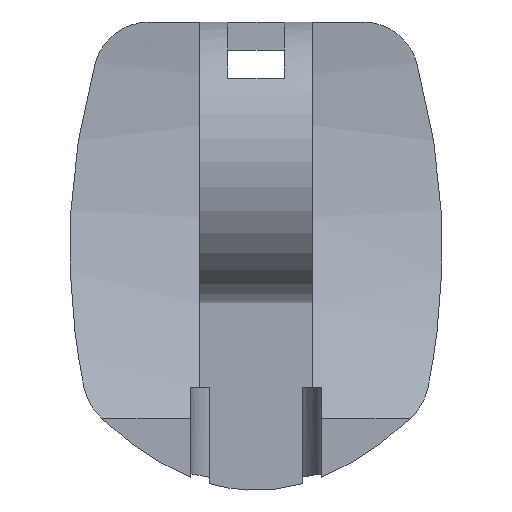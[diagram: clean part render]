
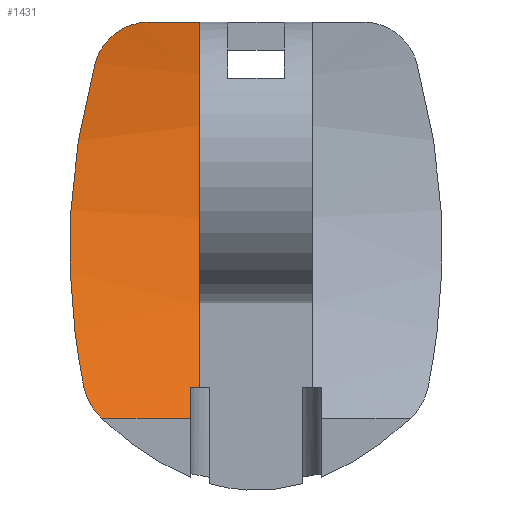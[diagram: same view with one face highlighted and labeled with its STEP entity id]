
A CAD part, front view. The second image highlights one B-rep face of the part: STEP entity #1431.
In plain terms, the highlighted free-form (B-spline) face has degree [2, 1] with [3, 2] control points.
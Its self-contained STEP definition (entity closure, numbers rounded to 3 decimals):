
#5 = CARTESIAN_POINT ( 'NONE',  ( -10.212, 5.379, 12.5 ) ) ;
#9 = CARTESIAN_POINT ( 'NONE',  ( -3.5, 0., -8.668 ) ) ;
#27 = CARTESIAN_POINT ( 'NONE',  ( -9.888, 5.042, 2.818 ) ) ;
#43 = CARTESIAN_POINT ( 'NONE',  ( -8.973, 5.584, 8.816 ) ) ;
#66 = CARTESIAN_POINT ( 'NONE',  ( -9.645, 2.609, -4.381 ) ) ;
#141 = VERTEX_POINT ( 'NONE', #729 ) ;
#219 = CARTESIAN_POINT ( 'NONE',  ( -9.026, 0.746, -7.575 ) ) ;
#223 = CARTESIAN_POINT ( 'NONE',  ( -5.699, 5.379, 12.5 ) ) ;
#225 = CARTESIAN_POINT ( 'NONE',  ( -9.925, 4.145, -0.495 ) ) ;
#232 = CARTESIAN_POINT ( 'NONE',  ( -10.029, 5.379, 12.5 ) ) ;
#325 = EDGE_CURVE ( 'NONE', #1511, #141, #1793, .T. ) ;
#357 = CARTESIAN_POINT ( 'NONE',  ( -3.5, 1.11, -7. ) ) ;
#365 = CARTESIAN_POINT ( 'NONE',  ( -8.551, 0.214, -8.365 ) ) ;
#369 = CARTESIAN_POINT ( 'NONE',  ( -6.515, 1.11, -7. ) ) ;
#387 = FACE_OUTER_BOUND ( 'NONE', #1766, .T. ) ;
#392 = LINE ( 'NONE', #5, #1410 ) ;
#394 = CARTESIAN_POINT ( 'NONE',  ( -8.792, 5.575, 9.559 ) ) ;
#437 = CARTESIAN_POINT ( 'NONE',  ( -3., 0., -8.668 ) ) ;
#442 = ORIENTED_EDGE ( 'NONE', *, *, #1832, .T. ) ;
#460 = ORIENTED_EDGE ( 'NONE', *, *, #2103, .F. ) ;
#468 = CARTESIAN_POINT ( 'NONE',  ( -10.212, 0., -8.668 ) ) ;
#502 = VERTEX_POINT ( 'NONE', #1668 ) ;
#534 = CARTESIAN_POINT ( 'NONE',  ( -3., 5.379, 12.5 ) ) ;
#557 = VECTOR ( 'NONE', #2036, 1000. ) ;
#586 = CARTESIAN_POINT ( 'NONE',  ( -10.029, 6.62, 0.646 ) ) ;
#588 = VERTEX_POINT ( 'NONE', #1804 ) ;
#606 = B_SPLINE_CURVE_WITH_KNOTS ( 'NONE', 3,
 ( #607, #1810, #961, #1278 ),
 .UNSPECIFIED., .F., .F.,
 ( 4, 4 ),
 ( 0.001, 0.001 ),
 .UNSPECIFIED. ) ;
#607 = CARTESIAN_POINT ( 'NONE',  ( -8.319, 0.056, -8.589 ) ) ;
#620 = CARTESIAN_POINT ( 'NONE',  ( -6.028, 5.379, 12.5 ) ) ;
#634 = CARTESIAN_POINT ( 'NONE',  ( -6.348, 5.385, 12.447 ) ) ;
#643 = ORIENTED_EDGE ( 'NONE', *, *, #964, .T. ) ;
#668 = DIRECTION ( 'NONE',  ( 1., 0., 0. ) ) ;
#698 = CARTESIAN_POINT ( 'NONE',  ( -9.188, 1.115, -6.992 ) ) ;
#729 = CARTESIAN_POINT ( 'NONE',  ( -3., 5.379, 12.5 ) ) ;
#756 = ORIENTED_EDGE ( 'NONE', *, *, #1401, .T. ) ;
#758 = CARTESIAN_POINT ( 'NONE',  ( -5.699, 5.379, 12.5 ) ) ;
#806 = ORIENTED_EDGE ( 'NONE', *, *, #325, .T. ) ;
#840 = CARTESIAN_POINT ( 'NONE',  ( -8.237, 0., -8.668 ) ) ;
#842 = ORIENTED_EDGE ( 'NONE', *, *, #1570, .T. ) ;
#859 = CARTESIAN_POINT ( 'NONE',  ( -9.29, 5.549, 7.316 ) ) ;
#873 = CARTESIAN_POINT ( 'NONE',  ( -9.443, 1.909, -5.713 ) ) ;
#925 = ORIENTED_EDGE ( 'NONE', *, *, #1601, .T. ) ;
#937 = ORIENTED_EDGE ( 'NONE', *, *, #2157, .F. ) ;
#953 = CARTESIAN_POINT ( 'NONE',  ( -8., 5.475, 11.451 ) ) ;
#961 = CARTESIAN_POINT ( 'NONE',  ( -8.264, 0.019, -8.642 ) ) ;
#962 = VERTEX_POINT ( 'NONE', #840 ) ;
#964 = EDGE_CURVE ( 'NONE', #588, #962, #606, .T. ) ;
#989 = CARTESIAN_POINT ( 'NONE',  ( -6.969, 5.406, 12.238 ) ) ;
#1025 = CARTESIAN_POINT ( 'NONE',  ( -3.5, 1.11, -7. ) ) ;
#1037 = CARTESIAN_POINT ( 'NONE',  ( -8.319, 0.056, -8.589 ) ) ;
#1045 = CARTESIAN_POINT ( 'NONE',  ( -9.761, 5.294, 4.308 ) ) ;
#1061 = CARTESIAN_POINT ( 'NONE',  ( -10.029, 0., -8.668 ) ) ;
#1062 = CARTESIAN_POINT ( 'NONE',  ( -3., 1.11, -7. ) ) ;
#1066 = CARTESIAN_POINT ( 'NONE',  ( -9.933, 4.578, 0.974 ) ) ;
#1128 = LINE ( 'NONE', #468, #2050 ) ;
#1134 = CARTESIAN_POINT ( 'NONE',  ( -8.59, 5.543, 10.296 ) ) ;
#1149 = B_SPLINE_CURVE_WITH_KNOTS ( 'NONE', 3,
 ( #698, #1183, #219, #1876, #365, #1037 ),
 .UNSPECIFIED., .F., .F.,
 ( 4, 2, 4 ),
 ( 0., 0.001, 0.002 ),
 .UNSPECIFIED. ) ;
#1166 = CARTESIAN_POINT ( 'NONE',  ( -3., 1.11, -7. ) ) ;
#1180 = VERTEX_POINT ( 'NONE', #1492 ) ;
#1183 = CARTESIAN_POINT ( 'NONE',  ( -9.128, 0.929, -7.292 ) ) ;
#1200 = LINE ( 'NONE', #369, #557 ) ;
#1245 = CARTESIAN_POINT ( 'NONE',  ( -3., 5.379, 12.5 ) ) ;
#1259 = B_SPLINE_CURVE_WITH_KNOTS ( 'NONE', 2,
 ( #9, #1360, #1025 ),
 .UNSPECIFIED., .F., .F.,
 ( 3, 3 ),
 ( 0.177, 0.25 ),
 .UNSPECIFIED. ) ;
#1278 = CARTESIAN_POINT ( 'NONE',  ( -8.237, 0., -8.668 ) ) ;
#1298 = CARTESIAN_POINT ( 'NONE',  ( -8.49, 5.528, 10.607 ) ) ;
#1310 = CARTESIAN_POINT ( 'NONE',  ( -7.256, 5.421, 12.085 ) ) ;
#1360 = CARTESIAN_POINT ( 'NONE',  ( -3.5, 0.586, -7.844 ) ) ;
#1371 = CARTESIAN_POINT ( 'NONE',  ( -9.937, 4.478, 0.606 ) ) ;
#1401 = EDGE_CURVE ( 'NONE', #1425, #588, #1149, .T. ) ;
#1409 = CARTESIAN_POINT ( 'NONE',  ( -9.188, 1.115, -6.992 ) ) ;
#1410 = VECTOR ( 'NONE', #668, 1000. ) ;
#1425 = VERTEX_POINT ( 'NONE', #2062 ) ;
#1431 = ADVANCED_FACE ( 'NONE', ( #387 ), #1438, .F. ) ;
#1438 = B_SPLINE_SURFACE_WITH_KNOTS ( 'NONE', 2, 1, ( 
 ( #1061, #437 ),
 ( #586, #1629 ),
 ( #232, #1245 ) ),
 .UNSPECIFIED., .F., .F., .F.,
 ( 3, 3 ),
 ( 2, 2 ),
 ( 0.177, 1. ),
 ( 0., 1. ),
 .UNSPECIFIED. ) ;
#1492 = CARTESIAN_POINT ( 'NONE',  ( -8.59, 5.543, 10.296 ) ) ;
#1511 = VERTEX_POINT ( 'NONE', #1166 ) ;
#1513 = CARTESIAN_POINT ( 'NONE',  ( -8.546, 5.536, 10.454 ) ) ;
#1549 = CARTESIAN_POINT ( 'NONE',  ( -9.427, 5.506, 6.56 ) ) ;
#1570 = EDGE_CURVE ( 'NONE', #2101, #1180, #1849, .T. ) ;
#1601 = EDGE_CURVE ( 'NONE', #502, #2030, #1259, .T. ) ;
#1629 = CARTESIAN_POINT ( 'NONE',  ( -3., 6.62, 0.646 ) ) ;
#1668 = CARTESIAN_POINT ( 'NONE',  ( -3.5, 0., -8.668 ) ) ;
#1712 = CARTESIAN_POINT ( 'NONE',  ( -8.59, 5.543, 10.296 ) ) ;
#1722 = CARTESIAN_POINT ( 'NONE',  ( -9.839, 3.504, -2.295 ) ) ;
#1747 = CARTESIAN_POINT ( 'NONE',  ( -3., 6.511, 1.695 ) ) ;
#1750 = CARTESIAN_POINT ( 'NONE',  ( -9.933, 4.261, -0.128 ) ) ;
#1766 = EDGE_LOOP ( 'NONE', ( #460, #842, #442, #756, #643, #937, #925, #2088, #806 ) ) ;
#1793 = B_SPLINE_CURVE_WITH_KNOTS ( 'NONE', 2,
 ( #1062, #1747, #534 ),
 .UNSPECIFIED., .F., .F.,
 ( 3, 3 ),
 ( 0.25, 1. ),
 .UNSPECIFIED. ) ;
#1804 = CARTESIAN_POINT ( 'NONE',  ( -8.319, 0.056, -8.589 ) ) ;
#1810 = CARTESIAN_POINT ( 'NONE',  ( -8.292, 0.038, -8.615 ) ) ;
#1823 = DIRECTION ( 'NONE',  ( -1., 0., 0. ) ) ;
#1832 = EDGE_CURVE ( 'NONE', #1180, #1425, #1961, .T. ) ;
#1839 = CARTESIAN_POINT ( 'NONE',  ( -8.355, 5.512, 10.902 ) ) ;
#1849 = B_SPLINE_CURVE_WITH_KNOTS ( 'NONE', 3,
 ( #758, #620, #634, #989, #1310, #2031, #953, #1999, #1839, #1298, #1513, #1134 ),
 .UNSPECIFIED., .F., .F.,
 ( 4, 2, 2, 2, 2, 4 ),
 ( 0., 0.001, 0.002, 0.003, 0.003, 0.004 ),
 .UNSPECIFIED. ) ;
#1876 = CARTESIAN_POINT ( 'NONE',  ( -8.739, 0.389, -8.111 ) ) ;
#1961 = B_SPLINE_CURVE_WITH_KNOTS ( 'NONE', 3,
 ( #1712, #394, #43, #859, #1549, #1045, #27, #1066, #1371, #1750, #225, #2056, #1722, #66, #873, #1409 ),
 .UNSPECIFIED., .F., .F.,
 ( 4, 2, 2, 2, 2, 2, 2, 4 ),
 ( 0.002, 0.005, 0.007, 0.011, 0.013, 0.014, 0.016, 0.021 ),
 .UNSPECIFIED. ) ;
#1999 = CARTESIAN_POINT ( 'NONE',  ( -8.274, 5.503, 11.045 ) ) ;
#2030 = VERTEX_POINT ( 'NONE', #357 ) ;
#2031 = CARTESIAN_POINT ( 'NONE',  ( -7.776, 5.456, 11.688 ) ) ;
#2035 = EDGE_CURVE ( 'NONE', #2030, #1511, #1200, .T. ) ;
#2036 = DIRECTION ( 'NONE',  ( 1., 0., 0. ) ) ;
#2050 = VECTOR ( 'NONE', #1823, 1000. ) ;
#2056 = CARTESIAN_POINT ( 'NONE',  ( -9.886, 3.777, -1.584 ) ) ;
#2062 = CARTESIAN_POINT ( 'NONE',  ( -9.188, 1.115, -6.992 ) ) ;
#2088 = ORIENTED_EDGE ( 'NONE', *, *, #2035, .T. ) ;
#2101 = VERTEX_POINT ( 'NONE', #223 ) ;
#2103 = EDGE_CURVE ( 'NONE', #2101, #141, #392, .T. ) ;
#2157 = EDGE_CURVE ( 'NONE', #502, #962, #1128, .T. ) ;
